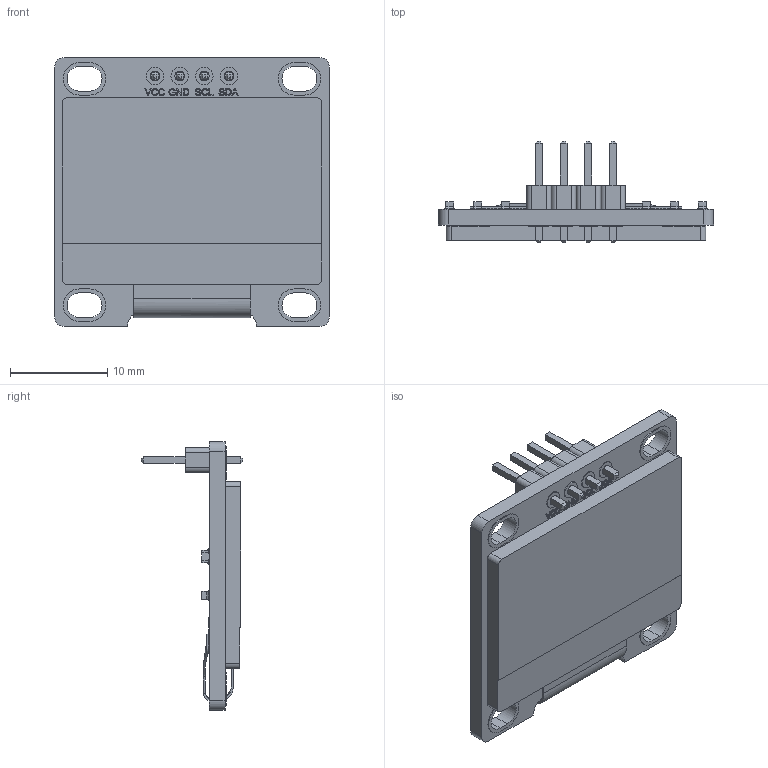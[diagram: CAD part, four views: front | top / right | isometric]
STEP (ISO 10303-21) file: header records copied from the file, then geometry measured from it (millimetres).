
FILE_DESCRIPTION(/* description */ ('STEP AP242','CAx-IF Rec.Pracs.---Representation and Presentation of Product Manufacturing Information (PMI)---4.0---2014-10-13','CAx-IF Rec.Pracs.---3D Tessellated Geometry---0.4---2014-09-14','2;1'),/* implementation_level */ '2;1');
FILE_NAME(/* name */ '672e73acae1f23679ed7a839',/* time_stamp */ '2024-11-08T20:25:17Z',/* author */ (''),/* organization */ (''),/* preprocessor_version */ 'ST-DEVELOPER v20',/* originating_system */ 'ONSHAPE BY PTC INC, 1.189',/* authorisation */ ' ');
FILE_SCHEMA (('AP242_MANAGED_MODEL_BASED_3D_ENGINEERING_MIM_LF { 1 0 10303 442 1 1 4 }'));
Length unit declared in the file: metre
Products named in the file (1): Pantalla
Bounding box: 28.3 x 10.4 x 27.65 mm (x, y, z)
Volume: 2101.5 mm3; surface area: 2419.9 mm2
Topology: 1 solids, 1 shells, 1012 faces, 2859 edges, 1864 vertices
Faces by surface type: plane 668, cylinder 331, bspline 13
Full cylindrical faces by diameter (mm): 1 x4, 1.8 x4
Entity records: 34397 total; most frequent: CARTESIAN_POINT 6822, ORIENTED_EDGE 5702, DIRECTION 5156, EDGE_CURVE 2851, LINE 1932, VECTOR 1932, VERTEX_POINT 1864, AXIS2_PLACEMENT_3D 1612
